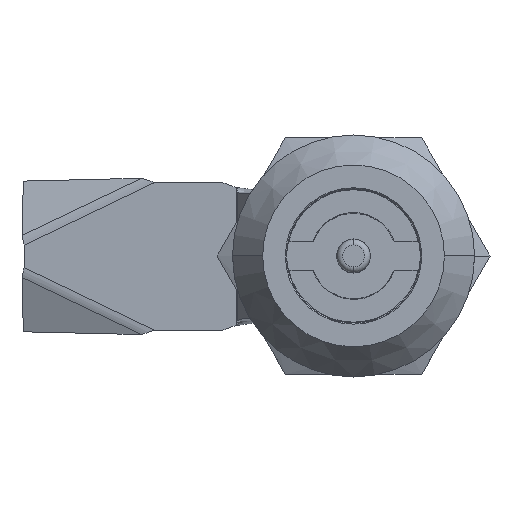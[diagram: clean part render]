
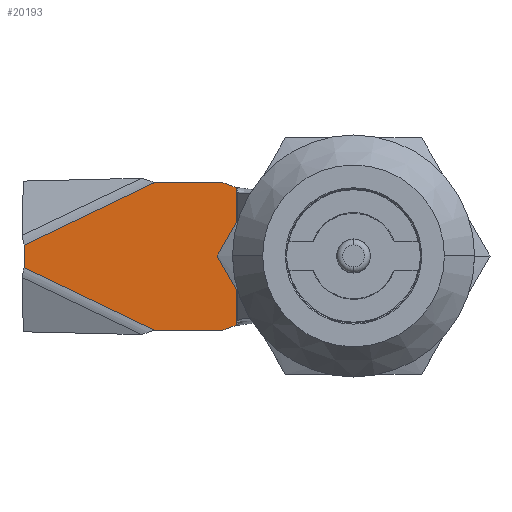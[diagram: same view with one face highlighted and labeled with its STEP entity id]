
A CAD part, top view. The second image highlights one B-rep face of the part: STEP entity #20193.
In plain terms, the highlighted planar face has unit normal (0, 0, 1).
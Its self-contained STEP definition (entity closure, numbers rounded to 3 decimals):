
#306 = LINE ( 'NONE', #18007, #20227 ) ;
#319 = CARTESIAN_POINT ( 'NONE',  ( -29., 6.5, -24.7 ) ) ;
#342 = LINE ( 'NONE', #17940, #13019 ) ;
#392 = ORIENTED_EDGE ( 'NONE', *, *, #15000, .F. ) ;
#548 = DIRECTION ( 'NONE',  ( -1., 0., 0. ) ) ;
#683 = PLANE ( 'NONE',  #6645 ) ;
#1096 = CARTESIAN_POINT ( 'NONE',  ( -1.801, 18.186, -24.7 ) ) ;
#1469 = EDGE_CURVE ( 'NONE', #10650, #15453, #306, .T. ) ;
#1886 = LINE ( 'NONE', #319, #9923 ) ;
#2234 = ORIENTED_EDGE ( 'NONE', *, *, #12219, .F. ) ;
#2412 = DIRECTION ( 'NONE',  ( 1., 0., 0. ) ) ;
#3226 = CARTESIAN_POINT ( 'NONE',  ( -10.321, 18.186, -24.7 ) ) ;
#3585 = DIRECTION ( 'NONE',  ( 0.902, 0.431, 0. ) ) ;
#4297 = ORIENTED_EDGE ( 'NONE', *, *, #1469, .F. ) ;
#4323 = VERTEX_POINT ( 'NONE', #15804 ) ;
#4633 = DIRECTION ( 'NONE',  ( 0., 0., 1. ) ) ;
#5107 = ORIENTED_EDGE ( 'NONE', *, *, #20649, .F. ) ;
#5893 = CARTESIAN_POINT ( 'NONE',  ( -10.321, 6.069, -24.7 ) ) ;
#5910 = DIRECTION ( 'NONE',  ( 0., 0., 1. ) ) ;
#6373 = LINE ( 'NONE', #3226, #18423 ) ;
#6645 = AXIS2_PLACEMENT_3D ( 'NONE', #1096, #5910, #13649 ) ;
#6704 = DIRECTION ( 'NONE',  ( 0., 1., 0. ) ) ;
#7307 = VERTEX_POINT ( 'NONE', #18763 ) ;
#7377 = LINE ( 'NONE', #11975, #8992 ) ;
#8314 = ORIENTED_EDGE ( 'NONE', *, *, #9369, .F. ) ;
#8992 = VECTOR ( 'NONE', #10298, 1000. ) ;
#9107 = CARTESIAN_POINT ( 'NONE',  ( -17.496, -6.5, -24.7 ) ) ;
#9270 = VERTEX_POINT ( 'NONE', #9855 ) ;
#9369 = EDGE_CURVE ( 'NONE', #9270, #10650, #342, .T. ) ;
#9597 = ORIENTED_EDGE ( 'NONE', *, *, #19700, .F. ) ;
#9630 = CARTESIAN_POINT ( 'NONE',  ( -11.5, -6.5, -24.7 ) ) ;
#9855 = CARTESIAN_POINT ( 'NONE',  ( -29., 0.998, -24.7 ) ) ;
#9860 = CARTESIAN_POINT ( 'NONE',  ( -29., -6.5, -24.7 ) ) ;
#9923 = VECTOR ( 'NONE', #6704, 1000. ) ;
#9984 = CIRCLE ( 'NONE', #13664, 12.686 ) ;
#10159 = ORIENTED_EDGE ( 'NONE', *, *, #19245, .F. ) ;
#10298 = DIRECTION ( 'NONE',  ( 0.902, -0.431, 0. ) ) ;
#10363 = CARTESIAN_POINT ( 'NONE',  ( -6.563, 18.186, -24.7 ) ) ;
#10650 = VERTEX_POINT ( 'NONE', #17428 ) ;
#11155 = VERTEX_POINT ( 'NONE', #9107 ) ;
#11975 = CARTESIAN_POINT ( 'NONE',  ( -14.331, -8.013, -24.7 ) ) ;
#12219 = EDGE_CURVE ( 'NONE', #7307, #9270, #1886, .T. ) ;
#13007 = LINE ( 'NONE', #9860, #16368 ) ;
#13019 = VECTOR ( 'NONE', #3585, 1000. ) ;
#13170 = CARTESIAN_POINT ( 'NONE',  ( -11.5, 6.5, -24.7 ) ) ;
#13649 = DIRECTION ( 'NONE',  ( 1., 0., 0. ) ) ;
#13664 = AXIS2_PLACEMENT_3D ( 'NONE', #18886, #4633, #17617 ) ;
#14417 = VERTEX_POINT ( 'NONE', #9630 ) ;
#14677 = CIRCLE ( 'NONE', #17019, 12.686 ) ;
#15000 = EDGE_CURVE ( 'NONE', #18397, #4323, #6373, .T. ) ;
#15453 = VERTEX_POINT ( 'NONE', #13170 ) ;
#15697 = DIRECTION ( 'NONE',  ( 0., -1., 0. ) ) ;
#15804 = CARTESIAN_POINT ( 'NONE',  ( -10.321, -6.069, -24.7 ) ) ;
#16264 = ORIENTED_EDGE ( 'NONE', *, *, #20166, .T. ) ;
#16368 = VECTOR ( 'NONE', #548, 1000. ) ;
#16427 = DIRECTION ( 'NONE',  ( 1., 0., 0. ) ) ;
#16759 = DIRECTION ( 'NONE',  ( 0., 0., 1. ) ) ;
#17019 = AXIS2_PLACEMENT_3D ( 'NONE', #10363, #16759, #2412 ) ;
#17428 = CARTESIAN_POINT ( 'NONE',  ( -17.496, 6.5, -24.7 ) ) ;
#17617 = DIRECTION ( 'NONE',  ( -1., 0., 0. ) ) ;
#17940 = CARTESIAN_POINT ( 'NONE',  ( -0.174, 14.784, -24.7 ) ) ;
#18007 = CARTESIAN_POINT ( 'NONE',  ( -29., 6.5, -24.7 ) ) ;
#18397 = VERTEX_POINT ( 'NONE', #5893 ) ;
#18423 = VECTOR ( 'NONE', #15697, 1000. ) ;
#18490 = FACE_OUTER_BOUND ( 'NONE', #20407, .T. ) ;
#18763 = CARTESIAN_POINT ( 'NONE',  ( -29., -0.998, -24.7 ) ) ;
#18886 = CARTESIAN_POINT ( 'NONE',  ( -6.563, -18.186, -24.7 ) ) ;
#19245 = EDGE_CURVE ( 'NONE', #15453, #18397, #14677, .T. ) ;
#19700 = EDGE_CURVE ( 'NONE', #4323, #14417, #9984, .T. ) ;
#20166 = EDGE_CURVE ( 'NONE', #7307, #11155, #7377, .T. ) ;
#20193 = ADVANCED_FACE ( 'NONE', ( #18490 ), #683, .T. ) ;
#20227 = VECTOR ( 'NONE', #16427, 1000. ) ;
#20407 = EDGE_LOOP ( 'NONE', ( #2234, #16264, #5107, #9597, #392, #10159, #4297, #8314 ) ) ;
#20649 = EDGE_CURVE ( 'NONE', #14417, #11155, #13007, .T. ) ;
